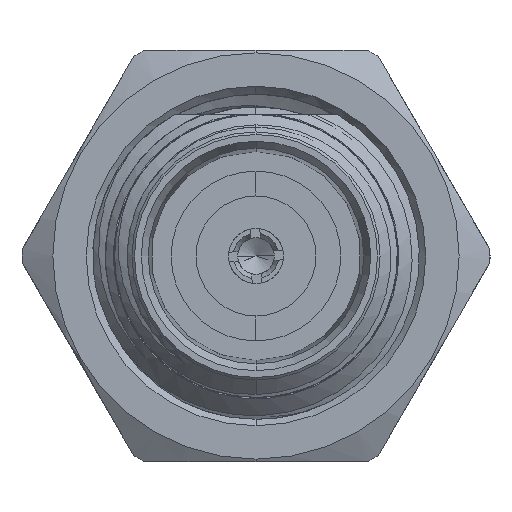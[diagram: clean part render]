
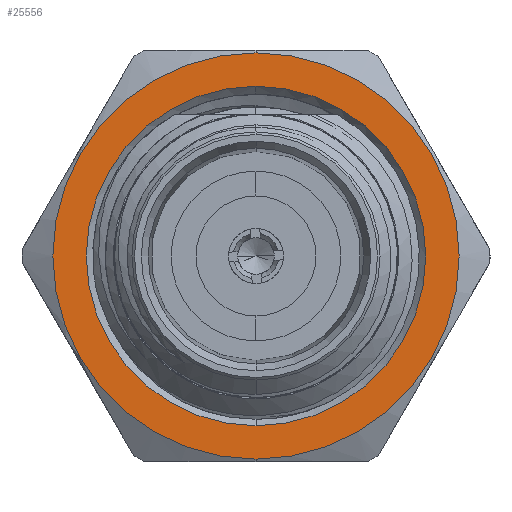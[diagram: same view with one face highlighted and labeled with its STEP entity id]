
A CAD part, left-side view. The second image highlights one B-rep face of the part: STEP entity #25556.
In plain terms, the highlighted face is planar.
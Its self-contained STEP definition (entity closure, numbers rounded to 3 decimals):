
#329 = CARTESIAN_POINT ( 'NONE',  ( 0., 10.2, 6.6 ) ) ;
#679 = CIRCLE ( 'NONE', #13859, 7.9 ) ;
#756 = DIRECTION ( 'NONE',  ( 0., -1., 0. ) ) ;
#1058 = EDGE_CURVE ( 'NONE', #18717, #9126, #679, .T. ) ;
#2664 = EDGE_LOOP ( 'NONE', ( #18234, #6148 ) ) ;
#2724 = ORIENTED_EDGE ( 'NONE', *, *, #26001, .T. ) ;
#3100 = CARTESIAN_POINT ( 'NONE',  ( 0., 10.2, 7.9 ) ) ;
#3233 = EDGE_LOOP ( 'NONE', ( #2724, #16045 ) ) ;
#3530 = DIRECTION ( 'NONE',  ( 0., -1., 0. ) ) ;
#3587 = CIRCLE ( 'NONE', #6673, 6.6 ) ;
#3802 = CARTESIAN_POINT ( 'NONE',  ( 0., 10.2, -6.6 ) ) ;
#4956 = EDGE_CURVE ( 'NONE', #9126, #18717, #8406, .T. ) ;
#6148 = ORIENTED_EDGE ( 'NONE', *, *, #4956, .F. ) ;
#6673 = AXIS2_PLACEMENT_3D ( 'NONE', #19932, #7605, #22019 ) ;
#7605 = DIRECTION ( 'NONE',  ( 0., -1., 0. ) ) ;
#8370 = CARTESIAN_POINT ( 'NONE',  ( 0., 10.2, 0. ) ) ;
#8406 = CIRCLE ( 'NONE', #16982, 7.9 ) ;
#8501 = CARTESIAN_POINT ( 'NONE',  ( 0., 10.2, 0. ) ) ;
#9126 = VERTEX_POINT ( 'NONE', #25375 ) ;
#9907 = FACE_OUTER_BOUND ( 'NONE', #2664, .T. ) ;
#10428 = DIRECTION ( 'NONE',  ( 0., 0., 1. ) ) ;
#10560 = DIRECTION ( 'NONE',  ( 0., 0., 1. ) ) ;
#10926 = VERTEX_POINT ( 'NONE', #3802 ) ;
#12169 = CIRCLE ( 'NONE', #25362, 6.6 ) ;
#13859 = AXIS2_PLACEMENT_3D ( 'NONE', #15895, #3530, #17944 ) ;
#15165 = DIRECTION ( 'NONE',  ( 0., 0., 1. ) ) ;
#15895 = CARTESIAN_POINT ( 'NONE',  ( 0., 10.2, 0. ) ) ;
#16045 = ORIENTED_EDGE ( 'NONE', *, *, #20149, .T. ) ;
#16982 = AXIS2_PLACEMENT_3D ( 'NONE', #8370, #22760, #10428 ) ;
#17157 = CARTESIAN_POINT ( 'NONE',  ( -6.6, 10.2, 0. ) ) ;
#17944 = DIRECTION ( 'NONE',  ( 0., 0., 1. ) ) ;
#18234 = ORIENTED_EDGE ( 'NONE', *, *, #1058, .F. ) ;
#18717 = VERTEX_POINT ( 'NONE', #3100 ) ;
#19932 = CARTESIAN_POINT ( 'NONE',  ( 0., 10.2, 0. ) ) ;
#20149 = EDGE_CURVE ( 'NONE', #20688, #10926, #3587, .T. ) ;
#20688 = VERTEX_POINT ( 'NONE', #329 ) ;
#21785 = AXIS2_PLACEMENT_3D ( 'NONE', #17157, #756, #15165 ) ;
#22019 = DIRECTION ( 'NONE',  ( 0., 0., 1. ) ) ;
#22760 = DIRECTION ( 'NONE',  ( 0., -1., 0. ) ) ;
#22892 = DIRECTION ( 'NONE',  ( 0., -1., 0. ) ) ;
#23350 = PLANE ( 'NONE',  #21785 ) ;
#25362 = AXIS2_PLACEMENT_3D ( 'NONE', #8501, #22892, #10560 ) ;
#25375 = CARTESIAN_POINT ( 'NONE',  ( 0., 10.2, -7.9 ) ) ;
#25556 = ADVANCED_FACE ( 'NONE', ( #9907, #26318 ), #23350, .F. ) ;
#26001 = EDGE_CURVE ( 'NONE', #10926, #20688, #12169, .T. ) ;
#26318 = FACE_BOUND ( 'NONE', #3233, .T. ) ;
